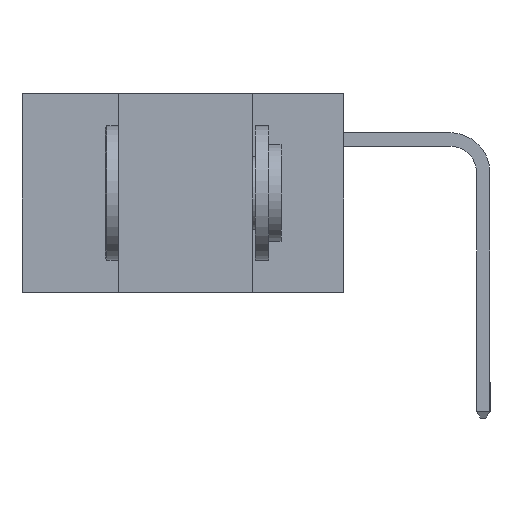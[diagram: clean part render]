
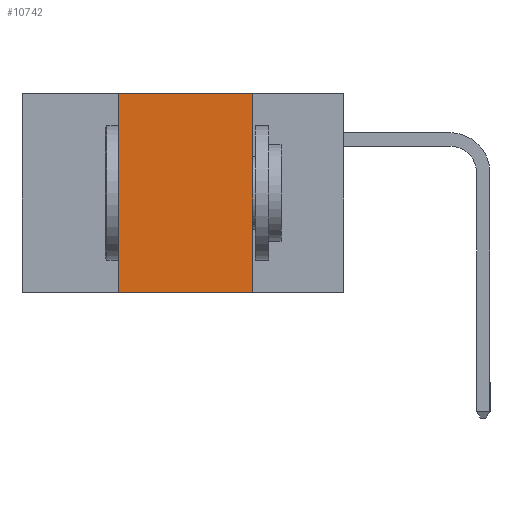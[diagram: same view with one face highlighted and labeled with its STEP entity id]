
A CAD part, left-side view. The second image highlights one B-rep face of the part: STEP entity #10742.
In plain terms, the highlighted planar face has unit normal (-1, 0, 0).
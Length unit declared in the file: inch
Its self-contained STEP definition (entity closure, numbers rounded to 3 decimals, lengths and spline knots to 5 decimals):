
#181 = VECTOR ( 'NONE', #3630, 39.37008 ) ;
#517 = LINE ( 'NONE', #3676, #181 ) ;
#869 = LINE ( 'NONE', #2344, #3335 ) ;
#2216 = DIRECTION ( 'NONE',  ( 0., -1., 0. ) ) ;
#2344 = CARTESIAN_POINT ( 'NONE',  ( 0., 0.6, -0.37 ) ) ;
#2591 = CARTESIAN_POINT ( 'NONE',  ( 0., 0.17, 0. ) ) ;
#2709 = EDGE_LOOP ( 'NONE', ( #7966, #11112, #4745, #9013 ) ) ;
#2810 = VERTEX_POINT ( 'NONE', #8430 ) ;
#3335 = VECTOR ( 'NONE', #2216, 39.37008 ) ;
#3576 = CARTESIAN_POINT ( 'NONE',  ( 0., 0.42, 0. ) ) ;
#3630 = DIRECTION ( 'NONE',  ( 0., 0., 1. ) ) ;
#3639 = VECTOR ( 'NONE', #6439, 39.37008 ) ;
#3676 = CARTESIAN_POINT ( 'NONE',  ( 0., 0.42, 0. ) ) ;
#3777 = LINE ( 'NONE', #2591, #6279 ) ;
#4745 = ORIENTED_EDGE ( 'NONE', *, *, #11425, .F. ) ;
#5483 = VERTEX_POINT ( 'NONE', #3576 ) ;
#5872 = CARTESIAN_POINT ( 'NONE',  ( 0., 0.17, 0. ) ) ;
#6279 = VECTOR ( 'NONE', #12224, 39.37008 ) ;
#6326 = VERTEX_POINT ( 'NONE', #5872 ) ;
#6439 = DIRECTION ( 'NONE',  ( 0., -1., 0. ) ) ;
#6468 = EDGE_CURVE ( 'NONE', #5483, #6326, #11767, .T. ) ;
#6783 = CARTESIAN_POINT ( 'NONE',  ( 0., 0.42, -0.37 ) ) ;
#7966 = ORIENTED_EDGE ( 'NONE', *, *, #12413, .F. ) ;
#8288 = DIRECTION ( 'NONE',  ( 1., 0., 0. ) ) ;
#8305 = DIRECTION ( 'NONE',  ( 0., 0., -1. ) ) ;
#8430 = CARTESIAN_POINT ( 'NONE',  ( 0., 0.17, -0.37 ) ) ;
#8548 = CARTESIAN_POINT ( 'NONE',  ( 0., 0.6, 0. ) ) ;
#9013 = ORIENTED_EDGE ( 'NONE', *, *, #10503, .T. ) ;
#9710 = PLANE ( 'NONE',  #11022 ) ;
#10495 = CARTESIAN_POINT ( 'NONE',  ( 0., 0.6, 0. ) ) ;
#10503 = EDGE_CURVE ( 'NONE', #11274, #2810, #869, .T. ) ;
#10742 = ADVANCED_FACE ( 'NONE', ( #11635 ), #9710, .F. ) ;
#11022 = AXIS2_PLACEMENT_3D ( 'NONE', #8548, #8288, #8305 ) ;
#11112 = ORIENTED_EDGE ( 'NONE', *, *, #6468, .F. ) ;
#11274 = VERTEX_POINT ( 'NONE', #6783 ) ;
#11425 = EDGE_CURVE ( 'NONE', #11274, #5483, #517, .T. ) ;
#11635 = FACE_OUTER_BOUND ( 'NONE', #2709, .T. ) ;
#11767 = LINE ( 'NONE', #10495, #3639 ) ;
#12224 = DIRECTION ( 'NONE',  ( 0., 0., -1. ) ) ;
#12413 = EDGE_CURVE ( 'NONE', #6326, #2810, #3777, .T. ) ;
